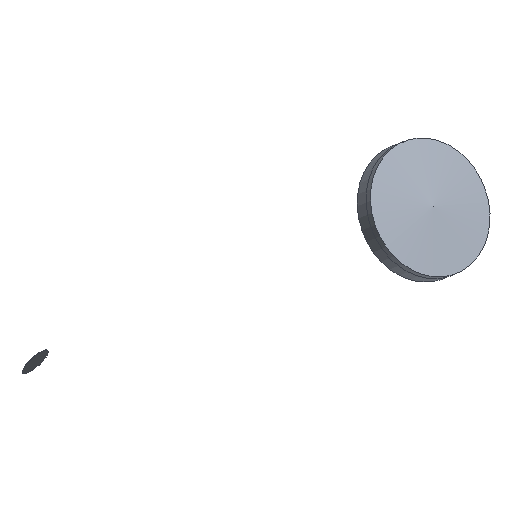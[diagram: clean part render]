
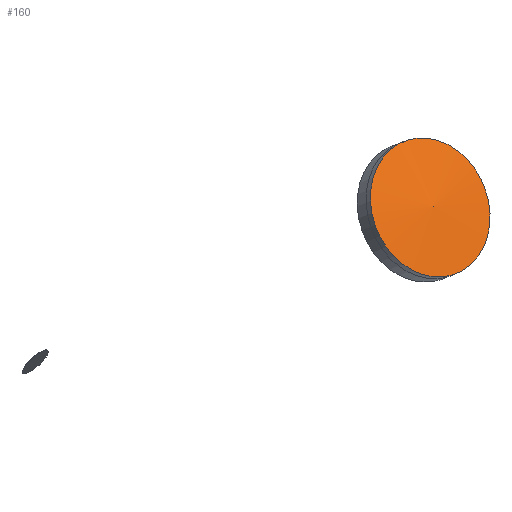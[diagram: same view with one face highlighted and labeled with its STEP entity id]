
A CAD part, isometric view. The second image highlights one B-rep face of the part: STEP entity #160.
In plain terms, the highlighted spherical face has radius 246.5 mm.
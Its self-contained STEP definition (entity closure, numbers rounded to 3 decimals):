
#160=ADVANCED_FACE('',(#181),#182,.T.);
#181=FACE_OUTER_BOUND('',#203,.T.);
#182=SPHERICAL_SURFACE('',#204,246.5);
#203=EDGE_LOOP('',(#238));
#204=AXIS2_PLACEMENT_3D('',#239,#240,#241);
#238=ORIENTED_EDGE('',*,*,#251,.F.);
#239=CARTESIAN_POINT('',(0.0,0.0,246.5));
#240=DIRECTION('',(0.0,0.0,1.0));
#241=DIRECTION('',(0.0,1.0,0.0));
#251=EDGE_CURVE('',#262,#262,#263,.T.);
#262=VERTEX_POINT('',#274);
#263=CIRCLE('',#275,37.5);
#274=CARTESIAN_POINT('',(0.,-37.5,2.869));
#275=AXIS2_PLACEMENT_3D('',#291,#292,#293);
#291=CARTESIAN_POINT('',(0.0,0.0,2.869));
#292=DIRECTION('',(0.0,-0.0,1.0));
#293=DIRECTION('',(0.0,1.0,0.0));
